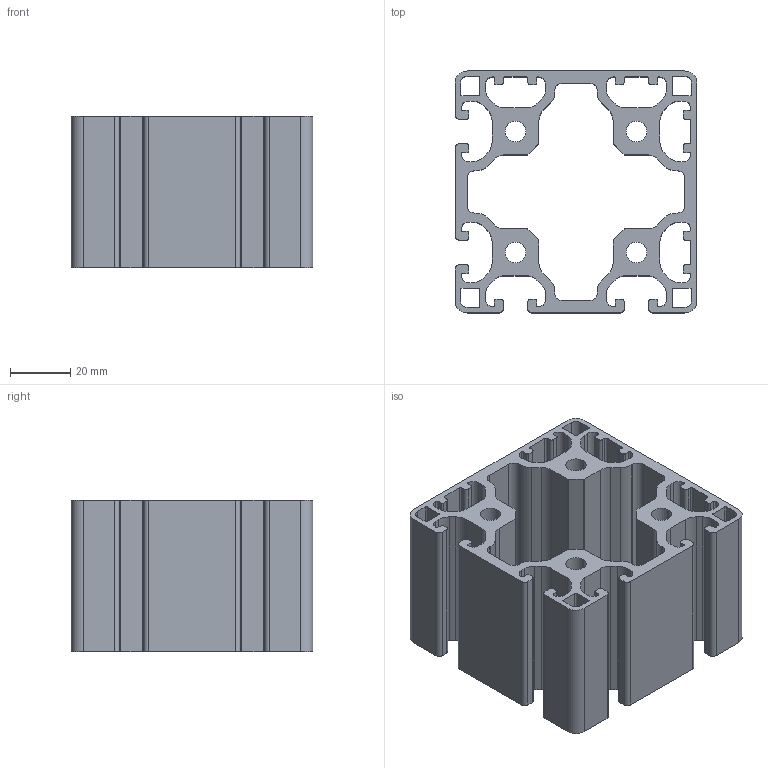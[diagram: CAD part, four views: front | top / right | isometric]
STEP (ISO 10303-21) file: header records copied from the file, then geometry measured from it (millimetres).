
FILE_DESCRIPTION (( 'STEP AP214' ), '1' );
FILE_NAME ('BASE08E0172-Profilé 8 80x80 4N90 léger.step', '2023-03-24T09:42:45', ( 'Altae' ), ( '' ), 'SwSTEP 2.0', 'SolidWorks 2021', '' );
FILE_SCHEMA (( 'AUTOMOTIVE_DESIGN' ));
Length unit declared in the file: millimetre
Products named in the file (1): BASE08E0172-Profilé 8 80x80 4N90 léger
Bounding box: 80 x 80 x 50 mm (x, y, z)
Volume: 103109.6 mm3; surface area: 62499.8 mm2
Topology: 1 solids, 1 shells, 330 faces, 984 edges, 656 vertices
Faces by surface type: cylinder 172, plane 158
Entity records: 11278 total; most frequent: DIRECTION 1990, CARTESIAN_POINT 1971, ORIENTED_EDGE 1968, EDGE_CURVE 984, AXIS2_PLACEMENT_3D 675, VERTEX_POINT 656, LINE 640, VECTOR 640
